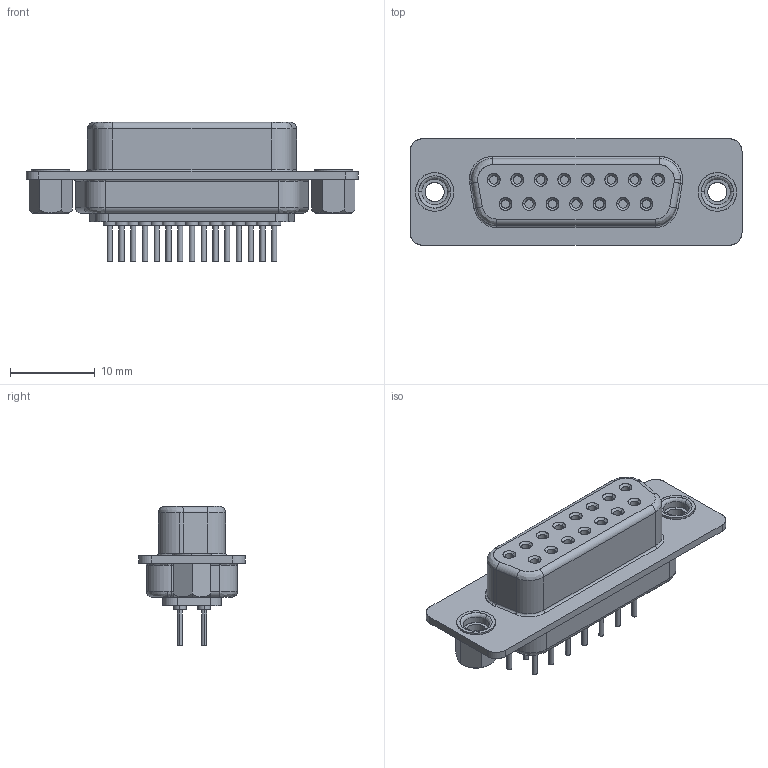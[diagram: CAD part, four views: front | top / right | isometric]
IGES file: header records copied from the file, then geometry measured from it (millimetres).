
Start section: SolidWorks IGES file using analytic representation for surfaces
Global section: file name: K85X(HT)-AD-15S-K_rA2.IGS; native system: SolidWorks 2012; preprocessor: SolidWorks 2012; author: Daniel; date: 130322.120007; units: millimetre
Bounding box: 39.14 x 12.55 x 16.4 mm (x, y, z)
Surface area: 2292.4 mm2 (no closed solid volume)
Topology: 0 solids, 0 shells, 283 faces, 3212 edges, 3212 vertices
Faces by surface type: revolution 175, bspline 108
